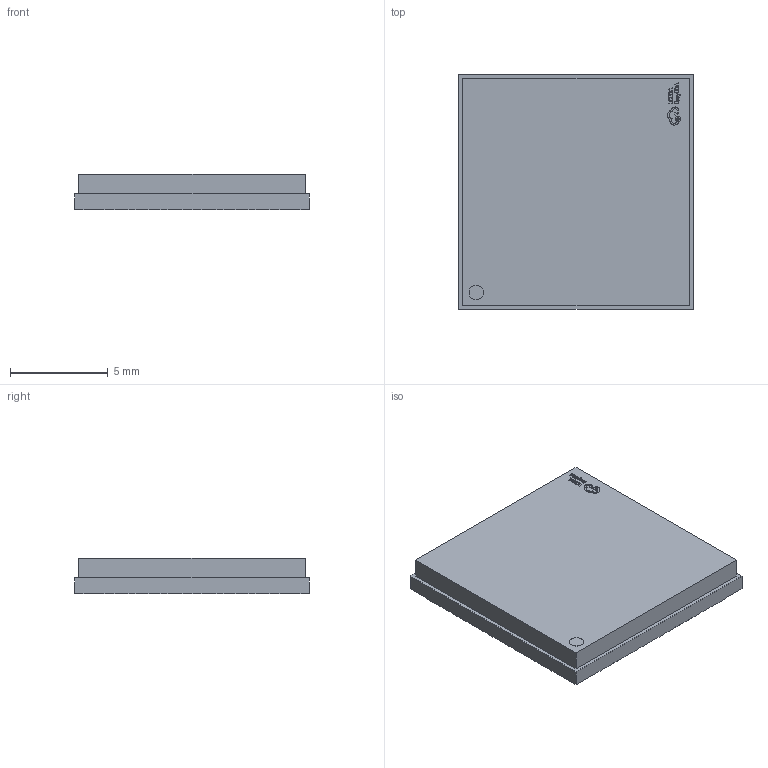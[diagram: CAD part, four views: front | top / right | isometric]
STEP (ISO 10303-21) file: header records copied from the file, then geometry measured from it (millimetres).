
FILE_DESCRIPTION(('FreeCAD Model'),'2;1');
FILE_NAME('Open CASCADE Shape Model','2024-03-28T00:50:01',(''),(''), 'Open CASCADE STEP processor 7.6','FreeCAD','Unknown');
FILE_SCHEMA(('AUTOMOTIVE_DESIGN { 1 0 10303 214 1 1 1 1 }'));
Length unit declared in the file: millimetre
Products named in the file (3): U1; COMM-SMD_AP6236; SOLID
Assembly tree (2 placements, depth 3):
  U1
    COMM-SMD_AP6236
      SOLID
Bounding box: 12 x 12 x 1.83 mm (x, y, z)
Volume: 250 mm3; surface area: 375.1 mm2
Topology: 1 solids, 1 shells, 576 faces, 1626 edges, 1084 vertices
Faces by surface type: plane 456, bspline 112, cylinder 8
Entity records: 23611 total; most frequent: CARTESIAN_POINT 5393, ORIENTED_EDGE 3252, DIRECTION 2348, EDGE_CURVE 1626, LINE 1382, VECTOR 1382, VERTEX_POINT 1084, FACE_BOUND 608
